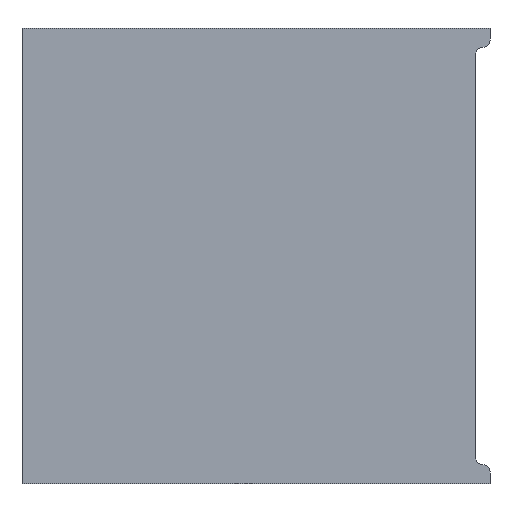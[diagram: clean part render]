
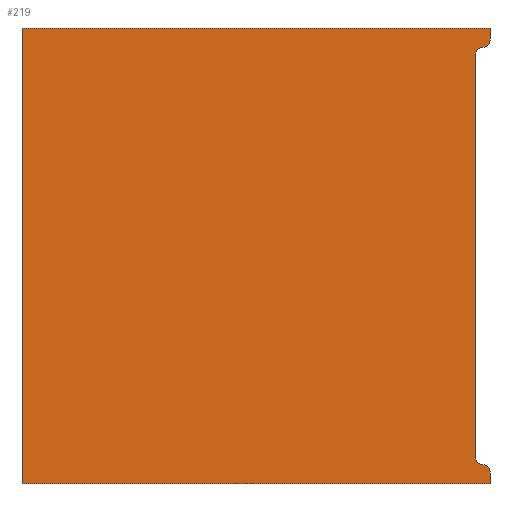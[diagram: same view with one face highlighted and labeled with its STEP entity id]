
A CAD part, left-side view. The second image highlights one B-rep face of the part: STEP entity #219.
In plain terms, the highlighted planar face has unit normal (-1, 0, 0).
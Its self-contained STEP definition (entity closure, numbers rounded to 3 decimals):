
#17=PLANE('',#253);
#29=FACE_OUTER_BOUND('',#41,.T.);
#41=EDGE_LOOP('',(#179,#180,#181,#182,#183,#184,#185,#186,#187,#188));
#58=LINE('',#362,#80);
#60=LINE('',#369,#82);
#61=LINE('',#371,#83);
#62=LINE('',#373,#84);
#63=LINE('',#375,#85);
#64=LINE('',#376,#86);
#80=VECTOR('',#296,10.);
#82=VECTOR('',#304,10.);
#83=VECTOR('',#305,10.);
#84=VECTOR('',#306,10.);
#85=VECTOR('',#307,10.);
#86=VECTOR('',#308,10.);
#92=CIRCLE('',#241,7.5);
#96=CIRCLE('',#247,7.5);
#97=CIRCLE('',#249,7.5);
#98=CIRCLE('',#252,7.5);
#101=VERTEX_POINT('',#328);
#102=VERTEX_POINT('',#330);
#111=VERTEX_POINT('',#352);
#112=VERTEX_POINT('',#356);
#113=VERTEX_POINT('',#358);
#114=VERTEX_POINT('',#364);
#115=VERTEX_POINT('',#368);
#116=VERTEX_POINT('',#370);
#117=VERTEX_POINT('',#372);
#118=VERTEX_POINT('',#374);
#121=EDGE_CURVE('',#101,#102,#92,.T.);
#132=EDGE_CURVE('',#102,#111,#96,.T.);
#135=EDGE_CURVE('',#112,#113,#97,.T.);
#137=EDGE_CURVE('',#112,#111,#58,.T.);
#138=EDGE_CURVE('',#113,#114,#98,.T.);
#140=EDGE_CURVE('',#101,#115,#60,.T.);
#141=EDGE_CURVE('',#115,#116,#61,.T.);
#142=EDGE_CURVE('',#117,#116,#62,.T.);
#143=EDGE_CURVE('',#117,#118,#63,.T.);
#144=EDGE_CURVE('',#118,#114,#64,.T.);
#179=ORIENTED_EDGE('',*,*,#121,.F.);
#180=ORIENTED_EDGE('',*,*,#140,.T.);
#181=ORIENTED_EDGE('',*,*,#141,.T.);
#182=ORIENTED_EDGE('',*,*,#142,.F.);
#183=ORIENTED_EDGE('',*,*,#143,.T.);
#184=ORIENTED_EDGE('',*,*,#144,.T.);
#185=ORIENTED_EDGE('',*,*,#138,.F.);
#186=ORIENTED_EDGE('',*,*,#135,.F.);
#187=ORIENTED_EDGE('',*,*,#137,.T.);
#188=ORIENTED_EDGE('',*,*,#132,.F.);
#219=ADVANCED_FACE('',(#29),#17,.F.);
#241=AXIS2_PLACEMENT_3D('',#331,#266,#267);
#247=AXIS2_PLACEMENT_3D('',#353,#285,#286);
#249=AXIS2_PLACEMENT_3D('',#359,#291,#292);
#252=AXIS2_PLACEMENT_3D('',#365,#299,#300);
#253=AXIS2_PLACEMENT_3D('',#367,#302,#303);
#266=DIRECTION('center_axis',(1.,0.,0.));
#267=DIRECTION('ref_axis',(0.,-0.707,-0.707));
#285=DIRECTION('center_axis',(-1.,0.,
0.));
#286=DIRECTION('ref_axis',(0.,0.707,0.707));
#291=DIRECTION('center_axis',(-1.,0.,
0.));
#292=DIRECTION('ref_axis',(0.,0.707,-0.707));
#296=DIRECTION('',(0.,0.,1.));
#299=DIRECTION('center_axis',(1.,0.,0.));
#300=DIRECTION('ref_axis',(0.,-0.707,0.707));
#302=DIRECTION('center_axis',(1.,0.,0.));
#303=DIRECTION('ref_axis',(0.,0.,1.));
#304=DIRECTION('',(0.,0.,1.));
#305=DIRECTION('',(0.,1.,0.));
#306=DIRECTION('',(0.,0.,1.));
#307=DIRECTION('',(0.,-1.,0.));
#308=DIRECTION('',(0.,0.,1.));
#328=CARTESIAN_POINT('',(235.9,-20.,484.7));
#330=CARTESIAN_POINT('',(235.9,-12.5,477.2));
#331=CARTESIAN_POINT('Origin',(235.9,-12.5,484.7));
#352=CARTESIAN_POINT('',(235.9,-5.,469.7));
#353=CARTESIAN_POINT('Origin',(235.9,-12.5,469.7));
#356=CARTESIAN_POINT('',(235.9,-5.,47.4));
#358=CARTESIAN_POINT('',(235.9,-12.5,39.9));
#359=CARTESIAN_POINT('Origin',(235.9,-12.5,47.4));
#362=CARTESIAN_POINT('',(235.9,-5.,250.55));
#364=CARTESIAN_POINT('',(235.9,-20.,32.4));
#365=CARTESIAN_POINT('Origin',(235.9,-12.5,32.4));
#367=CARTESIAN_POINT('Origin',(235.9,225.,23.9));
#368=CARTESIAN_POINT('',(235.9,-20.,497.2));
#369=CARTESIAN_POINT('',(235.9,-20.,19.9));
#370=CARTESIAN_POINT('',(235.9,470.,497.2));
#371=CARTESIAN_POINT('',(235.9,-20.,497.2));
#372=CARTESIAN_POINT('',(235.9,470.,19.9));
#373=CARTESIAN_POINT('',(235.9,470.,19.9));
#374=CARTESIAN_POINT('',(235.9,-20.,19.9));
#375=CARTESIAN_POINT('',(235.9,470.,19.9));
#376=CARTESIAN_POINT('',(235.9,-20.,19.9));
